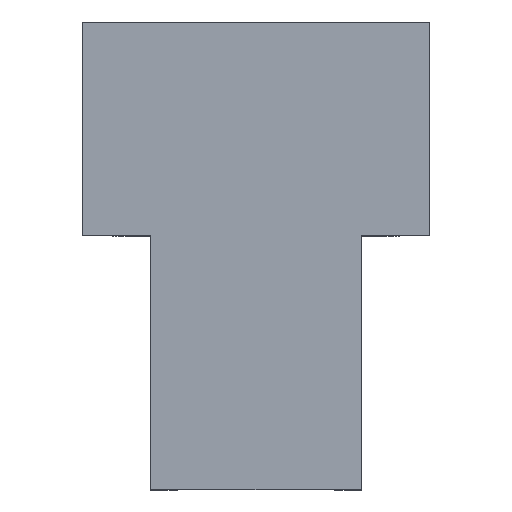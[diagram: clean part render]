
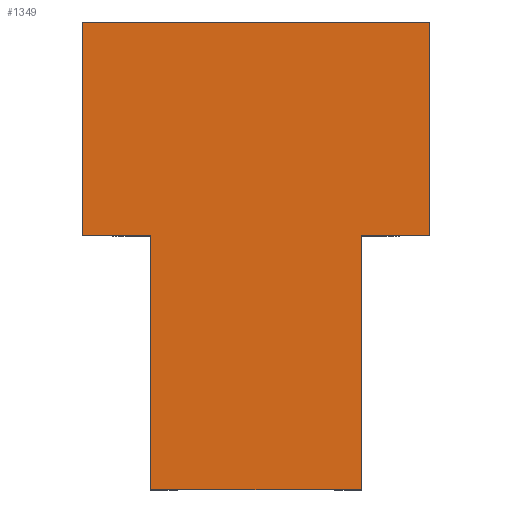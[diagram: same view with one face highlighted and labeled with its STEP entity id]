
A CAD part, top view. The second image highlights one B-rep face of the part: STEP entity #1349.
In plain terms, the highlighted planar face has unit normal (0, 0, 1).
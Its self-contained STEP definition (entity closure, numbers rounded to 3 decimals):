
#71=PLANE('',#1486);
#137=FACE_OUTER_BOUND('',#219,.T.);
#219=EDGE_LOOP('',(#1249,#1250,#1251,#1252,#1253,#1254,#1255,#1256));
#350=LINE('',#2219,#494);
#352=LINE('',#2223,#496);
#354=LINE('',#2227,#498);
#356=LINE('',#2231,#500);
#358=LINE('',#2235,#502);
#360=LINE('',#2239,#504);
#362=LINE('',#2243,#506);
#364=LINE('',#2246,#508);
#494=VECTOR('',#1829,10.);
#496=VECTOR('',#1833,10.);
#498=VECTOR('',#1837,10.);
#500=VECTOR('',#1841,10.);
#502=VECTOR('',#1845,10.);
#504=VECTOR('',#1849,10.);
#506=VECTOR('',#1853,10.);
#508=VECTOR('',#1857,10.);
#677=VERTEX_POINT('',#2216);
#678=VERTEX_POINT('',#2218);
#679=VERTEX_POINT('',#2222);
#680=VERTEX_POINT('',#2226);
#681=VERTEX_POINT('',#2230);
#682=VERTEX_POINT('',#2234);
#683=VERTEX_POINT('',#2238);
#684=VERTEX_POINT('',#2242);
#862=EDGE_CURVE('',#678,#677,#350,.T.);
#864=EDGE_CURVE('',#679,#678,#352,.T.);
#866=EDGE_CURVE('',#680,#679,#354,.T.);
#868=EDGE_CURVE('',#681,#680,#356,.T.);
#870=EDGE_CURVE('',#682,#681,#358,.T.);
#872=EDGE_CURVE('',#683,#682,#360,.T.);
#874=EDGE_CURVE('',#684,#683,#362,.T.);
#876=EDGE_CURVE('',#677,#684,#364,.T.);
#1249=ORIENTED_EDGE('',*,*,#876,.T.);
#1250=ORIENTED_EDGE('',*,*,#874,.T.);
#1251=ORIENTED_EDGE('',*,*,#872,.T.);
#1252=ORIENTED_EDGE('',*,*,#870,.T.);
#1253=ORIENTED_EDGE('',*,*,#868,.T.);
#1254=ORIENTED_EDGE('',*,*,#866,.T.);
#1255=ORIENTED_EDGE('',*,*,#864,.T.);
#1256=ORIENTED_EDGE('',*,*,#862,.T.);
#1349=ADVANCED_FACE('',(#137),#71,.T.);
#1486=AXIS2_PLACEMENT_3D('',#2247,#1858,#1859);
#1829=DIRECTION('',(0.,1.,0.));
#1833=DIRECTION('',(1.,0.,0.));
#1837=DIRECTION('',(0.,-1.,0.));
#1841=DIRECTION('',(1.,0.,0.));
#1845=DIRECTION('',(0.,-1.,0.));
#1849=DIRECTION('',(-1.,0.,0.));
#1853=DIRECTION('',(0.,1.,0.));
#1857=DIRECTION('',(1.,0.,0.));
#1858=DIRECTION('center_axis',(0.,0.,1.));
#1859=DIRECTION('ref_axis',(1.,0.,0.));
#2216=CARTESIAN_POINT('',(15.,15.98,3.5));
#2218=CARTESIAN_POINT('',(15.,-20.23,3.5));
#2219=CARTESIAN_POINT('',(15.,-24.23,3.5));
#2222=CARTESIAN_POINT('',(-15.,-20.23,3.5));
#2223=CARTESIAN_POINT('',(-15.,-20.23,3.5));
#2226=CARTESIAN_POINT('',(-15.,15.98,3.5));
#2227=CARTESIAN_POINT('',(-15.,24.23,3.5));
#2230=CARTESIAN_POINT('',(-24.75,15.98,3.5));
#2231=CARTESIAN_POINT('',(-24.75,15.98,3.5));
#2234=CARTESIAN_POINT('',(-24.75,46.48,3.5));
#2235=CARTESIAN_POINT('',(-24.75,46.48,3.5));
#2238=CARTESIAN_POINT('',(24.75,46.48,3.5));
#2239=CARTESIAN_POINT('',(24.75,46.48,3.5));
#2242=CARTESIAN_POINT('',(24.75,15.98,3.5));
#2243=CARTESIAN_POINT('',(24.75,15.98,3.5));
#2246=CARTESIAN_POINT('',(-24.75,15.98,3.5));
#2247=CARTESIAN_POINT('Origin',(0.,13.125,
3.5));
